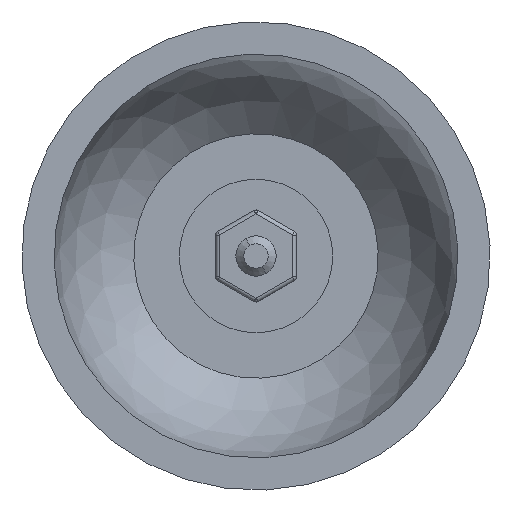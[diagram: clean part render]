
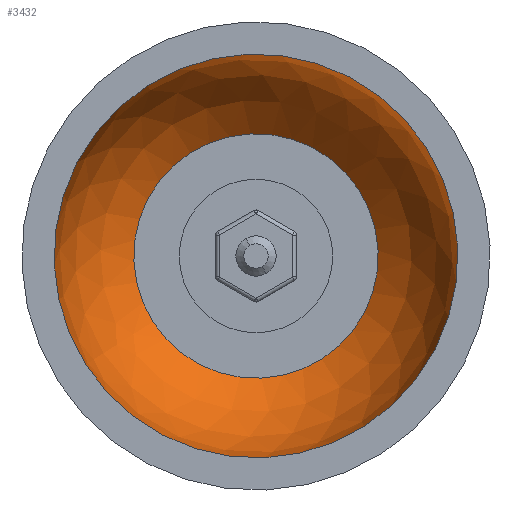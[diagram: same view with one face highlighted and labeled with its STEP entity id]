
A CAD part, front view. The second image highlights one B-rep face of the part: STEP entity #3432.
In plain terms, the highlighted spherical face has radius 25 mm.
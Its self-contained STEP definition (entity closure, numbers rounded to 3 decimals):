
#49 = FACE_OUTER_BOUND ( 'NONE', #223, .T. ) ;
#63 = DIRECTION ( 'NONE',  ( 0., -1., 0. ) ) ;
#100 = DIRECTION ( 'NONE',  ( 0., 1., 0. ) ) ;
#143 = CARTESIAN_POINT ( 'NONE',  ( -15.132, -19.9, 0. ) ) ;
#146 = EDGE_CURVE ( 'NONE', #2322, #1579, #3492, .T. ) ;
#172 = DIRECTION ( 'NONE',  ( 0., 0., 1. ) ) ;
#199 = DIRECTION ( 'NONE',  ( 0., -1., 0. ) ) ;
#223 = EDGE_LOOP ( 'NONE', ( #389, #2749 ) ) ;
#374 = AXIS2_PLACEMENT_3D ( 'NONE', #859, #63, #1954 ) ;
#389 = ORIENTED_EDGE ( 'NONE', *, *, #1775, .F. ) ;
#398 = ORIENTED_EDGE ( 'NONE', *, *, #1852, .F. ) ;
#758 = CARTESIAN_POINT ( 'NONE',  ( 0., 0., -25. ) ) ;
#773 = AXIS2_PLACEMENT_3D ( 'NONE', #960, #1488, #2577 ) ;
#834 = CIRCLE ( 'NONE', #2819, 25. ) ;
#859 = CARTESIAN_POINT ( 'NONE',  ( 0., 0., 0. ) ) ;
#861 = FACE_BOUND ( 'NONE', #2425, .T. ) ;
#907 = SPHERICAL_SURFACE ( 'NONE', #2104, 25. ) ;
#960 = CARTESIAN_POINT ( 'NONE',  ( 0., -19.9, 0. ) ) ;
#1079 = VERTEX_POINT ( 'NONE', #2061 ) ;
#1132 = DIRECTION ( 'NONE',  ( 0., 1., 0. ) ) ;
#1372 = EDGE_CURVE ( 'NONE', #1655, #1079, #1729, .T. ) ;
#1428 = DIRECTION ( 'NONE',  ( 1., 0., 0. ) ) ;
#1488 = DIRECTION ( 'NONE',  ( 0., 1., 0. ) ) ;
#1579 = VERTEX_POINT ( 'NONE', #143 ) ;
#1655 = VERTEX_POINT ( 'NONE', #758 ) ;
#1729 = CIRCLE ( 'NONE', #374, 25. ) ;
#1775 = EDGE_CURVE ( 'NONE', #1079, #1655, #834, .T. ) ;
#1852 = EDGE_CURVE ( 'NONE', #1579, #2322, #2249, .T. ) ;
#1941 = DIRECTION ( 'NONE',  ( 1., 0., 0. ) ) ;
#1954 = DIRECTION ( 'NONE',  ( 0., 0., 1. ) ) ;
#2061 = CARTESIAN_POINT ( 'NONE',  ( 0., 0., 25. ) ) ;
#2104 = AXIS2_PLACEMENT_3D ( 'NONE', #2795, #100, #1941 ) ;
#2132 = AXIS2_PLACEMENT_3D ( 'NONE', #3039, #1132, #1428 ) ;
#2249 = CIRCLE ( 'NONE', #773, 15.132 ) ;
#2322 = VERTEX_POINT ( 'NONE', #3091 ) ;
#2425 = EDGE_LOOP ( 'NONE', ( #3463, #398 ) ) ;
#2577 = DIRECTION ( 'NONE',  ( 1., 0., 0. ) ) ;
#2749 = ORIENTED_EDGE ( 'NONE', *, *, #1372, .F. ) ;
#2795 = CARTESIAN_POINT ( 'NONE',  ( 0., 0., 0. ) ) ;
#2819 = AXIS2_PLACEMENT_3D ( 'NONE', #3082, #199, #172 ) ;
#3039 = CARTESIAN_POINT ( 'NONE',  ( 0., -19.9, 0. ) ) ;
#3082 = CARTESIAN_POINT ( 'NONE',  ( 0., 0., 0. ) ) ;
#3091 = CARTESIAN_POINT ( 'NONE',  ( 15.132, -19.9, 0. ) ) ;
#3432 = ADVANCED_FACE ( 'NONE', ( #49, #861 ), #907, .F. ) ;
#3463 = ORIENTED_EDGE ( 'NONE', *, *, #146, .F. ) ;
#3492 = CIRCLE ( 'NONE', #2132, 15.132 ) ;
